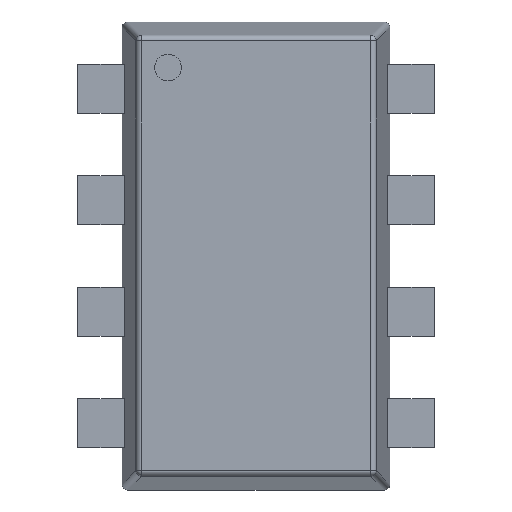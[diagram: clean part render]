
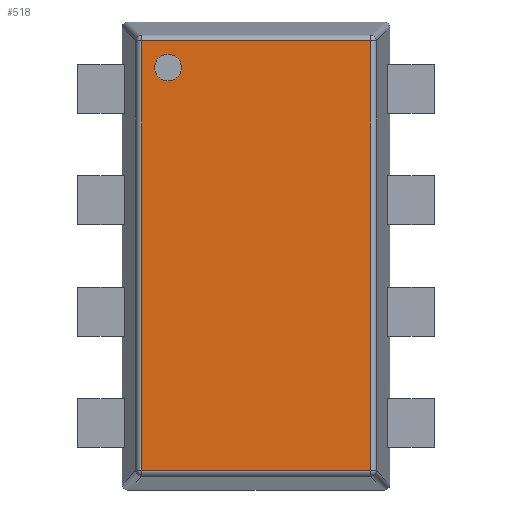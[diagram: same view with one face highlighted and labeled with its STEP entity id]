
A CAD part, top view. The second image highlights one B-rep face of the part: STEP entity #518.
In plain terms, the highlighted planar face has unit normal (0, 0, 1).
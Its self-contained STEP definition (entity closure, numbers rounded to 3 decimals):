
#5 = DIRECTION ( 'NONE',  ( 0., -1., 0. ) ) ;
#33 = CARTESIAN_POINT ( 'NONE',  ( -0.394, 0.844, 0.6 ) ) ;
#66 = CIRCLE ( 'NONE', #4389, 0.06 ) ;
#97 = LINE ( 'NONE', #2238, #703 ) ;
#140 = CIRCLE ( 'NONE', #1129, 0.06 ) ;
#190 = CARTESIAN_POINT ( 'NONE',  ( -0.514, 0.964, 0.6 ) ) ;
#402 = FACE_BOUND ( 'NONE', #2424, .T. ) ;
#442 = VERTEX_POINT ( 'NONE', #3981 ) ;
#449 = DIRECTION ( 'NONE',  ( -1., 0., 0. ) ) ;
#518 = ADVANCED_FACE ( 'NONE', ( #402, #3133 ), #1814, .F. ) ;
#656 = DIRECTION ( 'NONE',  ( -1., 0., 0. ) ) ;
#703 = VECTOR ( 'NONE', #2606, 1000. ) ;
#809 = DIRECTION ( 'NONE',  ( 0., 0., -1. ) ) ;
#833 = DIRECTION ( 'NONE',  ( 0., 0., 1. ) ) ;
#994 = VERTEX_POINT ( 'NONE', #2189 ) ;
#1003 = EDGE_CURVE ( 'NONE', #1429, #442, #66, .T. ) ;
#1024 = ORIENTED_EDGE ( 'NONE', *, *, #4403, .T. ) ;
#1098 = DIRECTION ( 'NONE',  ( 1., 0., 0. ) ) ;
#1129 = AXIS2_PLACEMENT_3D ( 'NONE', #33, #833, #2639 ) ;
#1429 = VERTEX_POINT ( 'NONE', #2063 ) ;
#1472 = LINE ( 'NONE', #2884, #3491 ) ;
#1492 = DIRECTION ( 'NONE',  ( 0., 0., 1. ) ) ;
#1609 = EDGE_CURVE ( 'NONE', #442, #1429, #140, .T. ) ;
#1814 = PLANE ( 'NONE',  #4021 ) ;
#2050 = EDGE_CURVE ( 'NONE', #2840, #4212, #2723, .T. ) ;
#2063 = CARTESIAN_POINT ( 'NONE',  ( -0.334, 0.844, 0.6 ) ) ;
#2146 = EDGE_CURVE ( 'NONE', #4212, #994, #97, .T. ) ;
#2189 = CARTESIAN_POINT ( 'NONE',  ( 0.514, -0.964, 0.6 ) ) ;
#2238 = CARTESIAN_POINT ( 'NONE',  ( 0., -0.964, 0.6 ) ) ;
#2319 = EDGE_LOOP ( 'NONE', ( #3165, #2813, #1024, #2492 ) ) ;
#2424 = EDGE_LOOP ( 'NONE', ( #3798, #4156 ) ) ;
#2492 = ORIENTED_EDGE ( 'NONE', *, *, #2610, .T. ) ;
#2501 = CARTESIAN_POINT ( 'NONE',  ( 0., 0.964, 0.6 ) ) ;
#2558 = CARTESIAN_POINT ( 'NONE',  ( -0.394, 0.844, 0.6 ) ) ;
#2565 = CARTESIAN_POINT ( 'NONE',  ( 0., 0., 0.6 ) ) ;
#2606 = DIRECTION ( 'NONE',  ( 1., 0., 0. ) ) ;
#2610 = EDGE_CURVE ( 'NONE', #2885, #2840, #4273, .T. ) ;
#2639 = DIRECTION ( 'NONE',  ( 1., 0., 0. ) ) ;
#2723 = LINE ( 'NONE', #3595, #4120 ) ;
#2778 = VECTOR ( 'NONE', #656, 1000. ) ;
#2813 = ORIENTED_EDGE ( 'NONE', *, *, #2146, .T. ) ;
#2840 = VERTEX_POINT ( 'NONE', #190 ) ;
#2884 = CARTESIAN_POINT ( 'NONE',  ( 0.514, 0., 0.6 ) ) ;
#2885 = VERTEX_POINT ( 'NONE', #3422 ) ;
#3133 = FACE_OUTER_BOUND ( 'NONE', #2319, .T. ) ;
#3165 = ORIENTED_EDGE ( 'NONE', *, *, #2050, .T. ) ;
#3422 = CARTESIAN_POINT ( 'NONE',  ( 0.514, 0.964, 0.6 ) ) ;
#3491 = VECTOR ( 'NONE', #4307, 1000. ) ;
#3595 = CARTESIAN_POINT ( 'NONE',  ( -0.514, 0., 0.6 ) ) ;
#3798 = ORIENTED_EDGE ( 'NONE', *, *, #1003, .F. ) ;
#3981 = CARTESIAN_POINT ( 'NONE',  ( -0.454, 0.844, 0.6 ) ) ;
#4021 = AXIS2_PLACEMENT_3D ( 'NONE', #2565, #809, #449 ) ;
#4041 = CARTESIAN_POINT ( 'NONE',  ( -0.514, -0.964, 0.6 ) ) ;
#4120 = VECTOR ( 'NONE', #5, 1000. ) ;
#4156 = ORIENTED_EDGE ( 'NONE', *, *, #1609, .F. ) ;
#4212 = VERTEX_POINT ( 'NONE', #4041 ) ;
#4273 = LINE ( 'NONE', #2501, #2778 ) ;
#4307 = DIRECTION ( 'NONE',  ( 0., 1., 0. ) ) ;
#4389 = AXIS2_PLACEMENT_3D ( 'NONE', #2558, #1492, #1098 ) ;
#4403 = EDGE_CURVE ( 'NONE', #994, #2885, #1472, .T. ) ;
